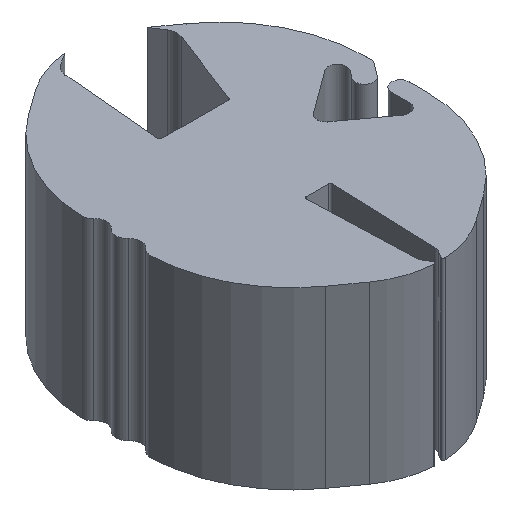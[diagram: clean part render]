
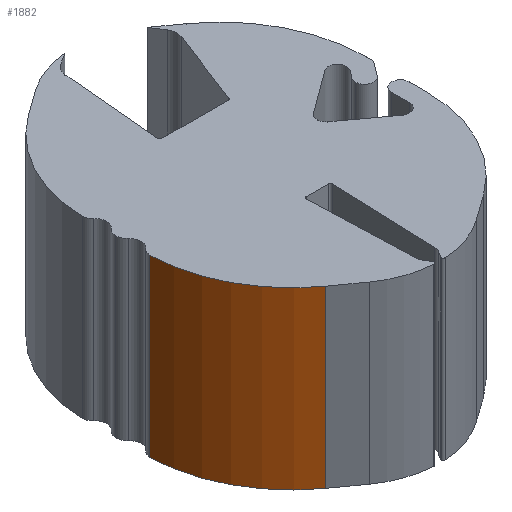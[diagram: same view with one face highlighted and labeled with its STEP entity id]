
A CAD part, isometric view. The second image highlights one B-rep face of the part: STEP entity #1882.
In plain terms, the highlighted cylindrical face has radius 8.332 mm (diameter 16.663 mm), a partial arc.
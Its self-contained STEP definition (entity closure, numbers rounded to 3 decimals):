
#10 = VERTEX_POINT ( 'NONE', #1134 ) ;
#56 = VERTEX_POINT ( 'NONE', #110 ) ;
#110 = CARTESIAN_POINT ( 'NONE',  ( -7.997, -5.413, 5. ) ) ;
#119 = CARTESIAN_POINT ( 'NONE',  ( -7.997, -5.413, -5. ) ) ;
#294 = CARTESIAN_POINT ( 'NONE',  ( 0.331, -5.2, -5. ) ) ;
#302 = DIRECTION ( 'NONE',  ( 0., 0., -1. ) ) ;
#303 = DIRECTION ( 'NONE',  ( 1., 0., 0. ) ) ;
#316 = CARTESIAN_POINT ( 'NONE',  ( 0.331, -5.2, 5. ) ) ;
#317 = DIRECTION ( 'NONE',  ( 0., 0., 1. ) ) ;
#318 = DIRECTION ( 'NONE',  ( 1., 0., 0. ) ) ;
#444 = VERTEX_POINT ( 'NONE', #119 ) ;
#477 = AXIS2_PLACEMENT_3D ( 'NONE', #294, #302, #303 ) ;
#478 = AXIS2_PLACEMENT_3D ( 'NONE', #316, #317, #318 ) ;
#532 = AXIS2_PLACEMENT_3D ( 'NONE', #1777, #1766, #1769 ) ;
#644 = EDGE_CURVE ( 'NONE', #10, #444, #1411, .T. ) ;
#649 = EDGE_CURVE ( 'NONE', #56, #1142, #1416, .T. ) ;
#698 = EDGE_CURVE ( 'NONE', #56, #444, #1482, .T. ) ;
#700 = EDGE_CURVE ( 'NONE', #10, #1142, #1483, .T. ) ;
#892 = EDGE_LOOP ( 'NONE', ( #1075, #1076, #1077, #1078 ) ) ;
#1075 = ORIENTED_EDGE ( 'NONE', *, *, #649, .F. ) ;
#1076 = ORIENTED_EDGE ( 'NONE', *, *, #698, .T. ) ;
#1077 = ORIENTED_EDGE ( 'NONE', *, *, #644, .F. ) ;
#1078 = ORIENTED_EDGE ( 'NONE', *, *, #700, .T. ) ;
#1134 = CARTESIAN_POINT ( 'NONE',  ( -4.51, -11.981, -5. ) ) ;
#1142 = VERTEX_POINT ( 'NONE', #1671 ) ;
#1216 = FACE_OUTER_BOUND ( 'NONE', #892, .T. ) ;
#1218 = CYLINDRICAL_SURFACE ( 'NONE', #532, 8.331 ) ;
#1411 = CIRCLE ( 'NONE', #477, 8.331 ) ;
#1416 = CIRCLE ( 'NONE', #478, 8.331 ) ;
#1482 = LINE ( 'NONE', #1583, #1489 ) ;
#1483 = LINE ( 'NONE', #1589, #1493 ) ;
#1489 = VECTOR ( 'NONE', #1588, 1000. ) ;
#1493 = VECTOR ( 'NONE', #1592, 1000. ) ;
#1583 = CARTESIAN_POINT ( 'NONE',  ( -7.997, -5.413, 0. ) ) ;
#1588 = DIRECTION ( 'NONE',  ( 0., 0., -1. ) ) ;
#1589 = CARTESIAN_POINT ( 'NONE',  ( -4.51, -11.981, -31.401 ) ) ;
#1592 = DIRECTION ( 'NONE',  ( 0., 0., 1. ) ) ;
#1671 = CARTESIAN_POINT ( 'NONE',  ( -4.51, -11.981, 5. ) ) ;
#1766 = DIRECTION ( 'NONE',  ( 0., 0., 1. ) ) ;
#1769 = DIRECTION ( 'NONE',  ( 1., 0., 0. ) ) ;
#1777 = CARTESIAN_POINT ( 'NONE',  ( 0.331, -5.2, -31.401 ) ) ;
#1882 = ADVANCED_FACE ( 'NONE', ( #1216 ), #1218, .T. ) ;
